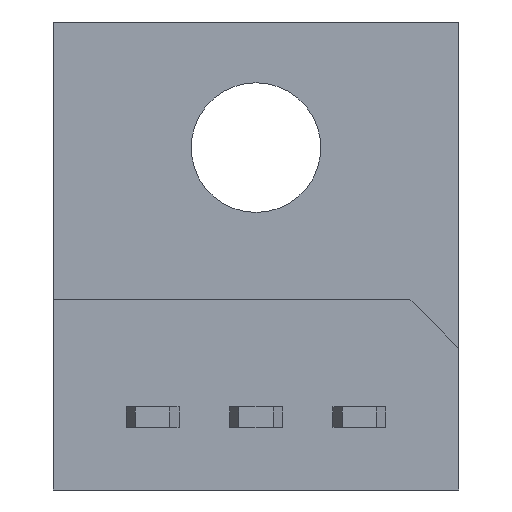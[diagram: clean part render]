
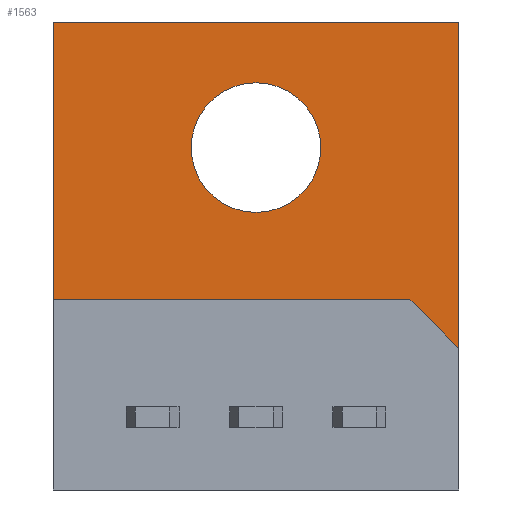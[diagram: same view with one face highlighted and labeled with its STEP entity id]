
A CAD part, front view. The second image highlights one B-rep face of the part: STEP entity #1563.
In plain terms, the highlighted planar face has unit normal (0, -1, 0).
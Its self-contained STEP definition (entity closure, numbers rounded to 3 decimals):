
#1353 = VERTEX_POINT('',#1354);
#1354 = CARTESIAN_POINT('',(5.,11.,10.));
#1362 = EDGE_CURVE('',#1353,#1363,#1365,.T.);
#1363 = VERTEX_POINT('',#1364);
#1364 = CARTESIAN_POINT('',(5.,11.,1.));
#1365 = LINE('',#1366,#1367);
#1366 = CARTESIAN_POINT('',(5.,11.,10.));
#1367 = VECTOR('',#1368,1.);
#1368 = DIRECTION('',(0.,0.,-1.));
#1438 = VERTEX_POINT('',#1439);
#1439 = CARTESIAN_POINT('',(-5.,11.,10.));
#1447 = EDGE_CURVE('',#1438,#1448,#1450,.T.);
#1448 = VERTEX_POINT('',#1449);
#1449 = CARTESIAN_POINT('',(-5.,11.,1.));
#1450 = LINE('',#1451,#1452);
#1451 = CARTESIAN_POINT('',(-5.,11.,10.));
#1452 = VECTOR('',#1453,1.);
#1453 = DIRECTION('',(0.,0.,-1.));
#1488 = EDGE_CURVE('',#1363,#1448,#1489,.T.);
#1489 = LINE('',#1490,#1491);
#1490 = CARTESIAN_POINT('',(5.,11.,1.));
#1491 = VECTOR('',#1492,1.);
#1492 = DIRECTION('',(-1.,0.,0.));
#1522 = EDGE_CURVE('',#1353,#1438,#1523,.T.);
#1523 = LINE('',#1524,#1525);
#1524 = CARTESIAN_POINT('',(5.,11.,10.));
#1525 = VECTOR('',#1526,1.);
#1526 = DIRECTION('',(-1.,0.,0.));
#1563 = ADVANCED_FACE('',(#1564,#1570),#1581,.T.);
#1564 = FACE_BOUND('',#1565,.T.);
#1565 = EDGE_LOOP('',(#1566,#1567,#1568,#1569));
#1566 = ORIENTED_EDGE('',*,*,#1522,.T.);
#1567 = ORIENTED_EDGE('',*,*,#1447,.T.);
#1568 = ORIENTED_EDGE('',*,*,#1488,.F.);
#1569 = ORIENTED_EDGE('',*,*,#1362,.F.);
#1570 = FACE_BOUND('',#1571,.T.);
#1571 = EDGE_LOOP('',(#1572));
#1572 = ORIENTED_EDGE('',*,*,#1573,.F.);
#1573 = EDGE_CURVE('',#1574,#1574,#1576,.T.);
#1574 = VERTEX_POINT('',#1575);
#1575 = CARTESIAN_POINT('',(1.6,11.,6.9));
#1576 = CIRCLE('',#1577,1.6);
#1577 = AXIS2_PLACEMENT_3D('',#1578,#1579,#1580);
#1578 = CARTESIAN_POINT('',(0.,11.,6.9));
#1579 = DIRECTION('',(0.,-1.,0.));
#1580 = DIRECTION('',(1.,0.,0.));
#1581 = PLANE('',#1582);
#1582 = AXIS2_PLACEMENT_3D('',#1583,#1584,#1585);
#1583 = CARTESIAN_POINT('',(5.,11.,10.));
#1584 = DIRECTION('',(-0.,-1.,-0.));
#1585 = DIRECTION('',(0.,0.,-1.));
